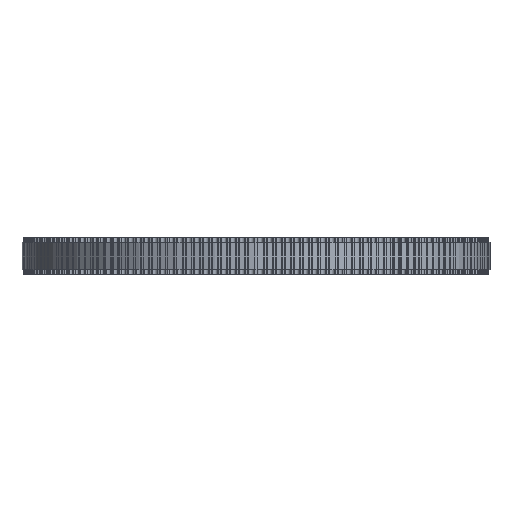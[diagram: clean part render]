
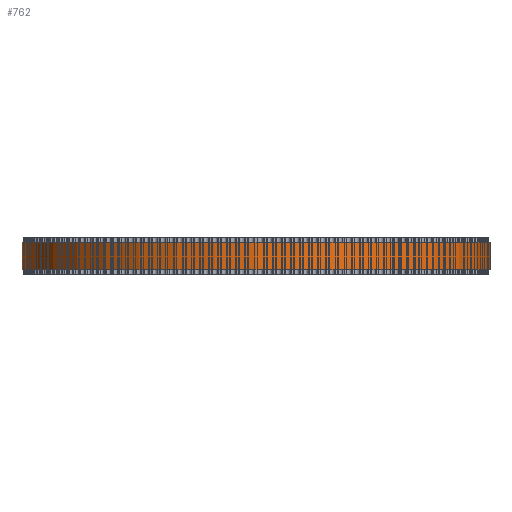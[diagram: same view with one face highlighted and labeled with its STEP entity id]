
A CAD part, front view. The second image highlights one B-rep face of the part: STEP entity #762.
In plain terms, the highlighted cylindrical face has radius 50.93 mm (diameter 101.859 mm), a full revolution.
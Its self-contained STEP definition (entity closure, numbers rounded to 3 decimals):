
#97=FACE_BOUND('',#2688,.T.);
#98=FACE_BOUND('',#2689,.T.);
#762=ADVANCED_FACE('',(#97,#98),#1403,.T.);
#1403=CYLINDRICAL_SURFACE('',#14223,50.93);
#2688=EDGE_LOOP('',(#7810));
#2689=EDGE_LOOP('',(#7811));
#7810=ORIENTED_EDGE('',*,*,#11014,.T.);
#7811=ORIENTED_EDGE('',*,*,#11015,.T.);
#9092=VERTEX_POINT('',#22560);
#9093=VERTEX_POINT('',#22562);
#11014=EDGE_CURVE('',#9092,#9092,#12296,.T.);
#11015=EDGE_CURVE('',#9093,#9093,#12297,.T.);
#12296=CIRCLE('',#14221,50.93);
#12297=CIRCLE('',#14222,50.93);
#14221=AXIS2_PLACEMENT_3D('',#22559,#18710,#18711);
#14222=AXIS2_PLACEMENT_3D('',#22561,#18712,#18713);
#14223=AXIS2_PLACEMENT_3D('',#22563,#18714,#18715);
#18710=DIRECTION('',(0.,0.,1.));
#18711=DIRECTION('',(1.,0.,0.));
#18712=DIRECTION('',(0.,0.,-1.));
#18713=DIRECTION('',(1.,0.,0.));
#18714=DIRECTION('',(0.,0.,1.));
#18715=DIRECTION('',(1.,0.,0.));
#22559=CARTESIAN_POINT('',(0.,0.,1.));
#22560=CARTESIAN_POINT('',(50.93,0.,1.));
#22561=CARTESIAN_POINT('',(0.,0.,7.));
#22562=CARTESIAN_POINT('',(50.93,0.,7.));
#22563=CARTESIAN_POINT('',(0.,0.,1.));
